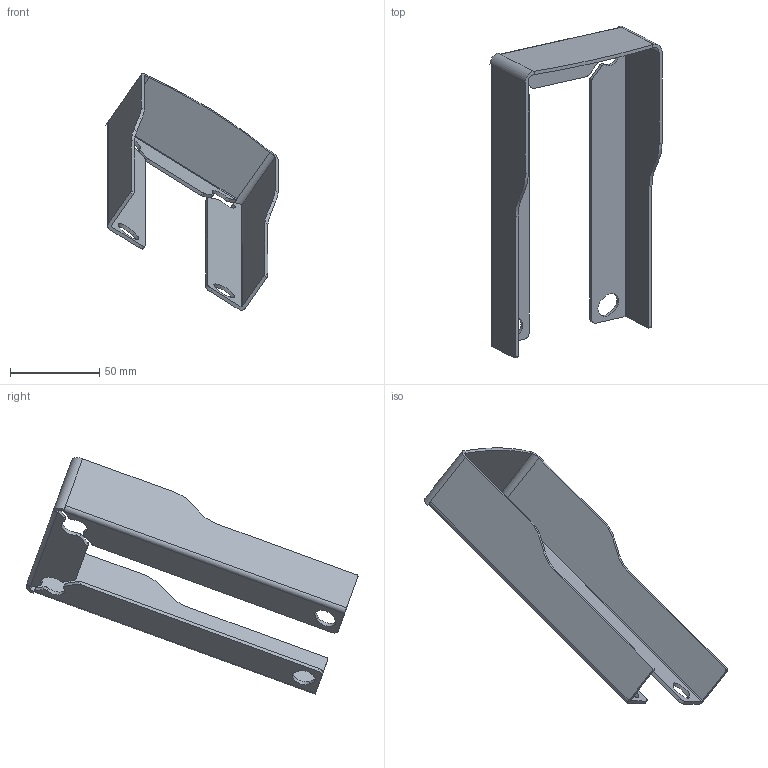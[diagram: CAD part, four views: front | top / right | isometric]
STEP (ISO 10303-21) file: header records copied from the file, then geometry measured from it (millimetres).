
FILE_DESCRIPTION(('CATIA V5 STEP Exchange'),'2;1');
FILE_NAME('VI-RPPEXAP.stp','2024-03-21T15:45:04+00:00',('none'),('none'),'CATIA Version 5-6 Release 2016 SP6','CATIA V5 STEP AP203','none');
FILE_SCHEMA(('CONFIG_CONTROL_DESIGN'));
Length unit declared in the file: millimetre
Products named in the file (1): VI-RPPEXAP
Assembly tree (2 placements, depth 2):
  VI-RPPEXAP
    #57
    #2655
Bounding box: 96.64 x 186.5 x 132.89 mm (x, y, z)
Volume: 42891 mm3; surface area: 45107.7 mm2
Topology: 1 solids, 1 shells, 84 faces, 242 edges, 162 vertices
Faces by surface type: plane 45, cylinder 39
Entity records: 2684 total; most frequent: ORIENTED_EDGE 480, CARTESIAN_POINT 471, DIRECTION 376, EDGE_CURVE 240, VERTEX_POINT 158, AXIS2_PLACEMENT_3D 155, VECTOR 154, LINE 154
